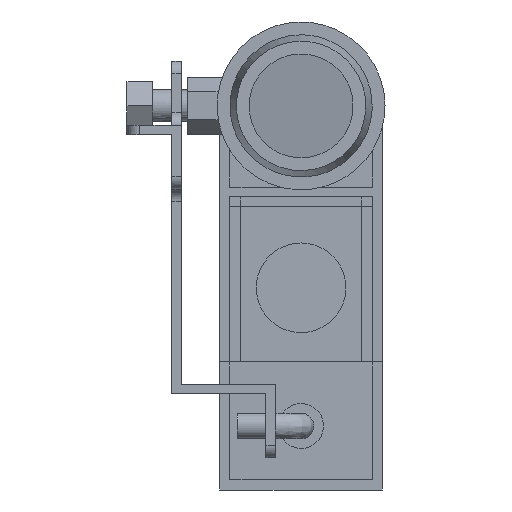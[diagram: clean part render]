
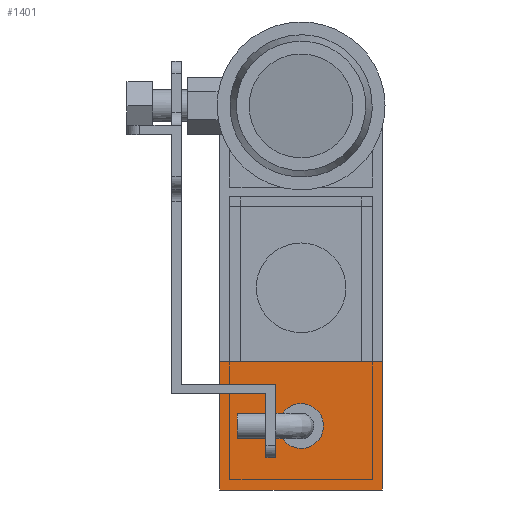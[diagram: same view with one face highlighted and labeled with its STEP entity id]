
A CAD part, left-side view. The second image highlights one B-rep face of the part: STEP entity #1401.
In plain terms, the highlighted free-form (B-spline) face has degree [1, 1] with [2, 2] control points.
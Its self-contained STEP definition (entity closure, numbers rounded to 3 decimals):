
#741 = VERTEX_POINT('',#742);
#742 = CARTESIAN_POINT('',(235.398,14.236,
    -67.257));
#747 = EDGE_CURVE('',#748,#741,#750,.T.);
#748 = VERTEX_POINT('',#749);
#749 = CARTESIAN_POINT('',(235.398,14.236,
    -44.838));
#750 = B_SPLINE_CURVE_WITH_KNOTS('',1,(#751,#752),.UNSPECIFIED.,.F.,.F.,
  (2,2),(-20.,0.),.PIECEWISE_BEZIER_KNOTS.);
#751 = CARTESIAN_POINT('',(235.398,14.236,
    -44.838));
#752 = CARTESIAN_POINT('',(235.398,14.236,
    -67.257));
#787 = VERTEX_POINT('',#788);
#788 = CARTESIAN_POINT('',(235.398,0.,
    -53.805));
#793 = EDGE_CURVE('',#787,#787,#794,.T.);
#794 = ( BOUNDED_CURVE() B_SPLINE_CURVE(2,(#795,#796,#797,#798,#799,#800
,#801),.UNSPECIFIED.,.T.,.F.) B_SPLINE_CURVE_WITH_KNOTS((3,2,2,3),(
    3.142,5.236,7.33,9.425),
.PIECEWISE_BEZIER_KNOTS.) CURVE() GEOMETRIC_REPRESENTATION_ITEM() 
RATIONAL_B_SPLINE_CURVE((1.,0.5,1.,0.5,1.,0.5,1.)) REPRESENTATION_ITEM(
  '') );
#795 = CARTESIAN_POINT('',(235.398,0.,
    -53.805));
#796 = CARTESIAN_POINT('',(235.398,-3.883,
    -53.805));
#797 = CARTESIAN_POINT('',(235.398,-1.942,
    -57.168));
#798 = CARTESIAN_POINT('',(235.398,0.,
    -60.531));
#799 = CARTESIAN_POINT('',(235.398,1.942,
    -57.168));
#800 = CARTESIAN_POINT('',(235.398,3.883,
    -53.805));
#801 = CARTESIAN_POINT('',(235.398,0.,
    -53.805));
#1021 = VERTEX_POINT('',#1022);
#1022 = CARTESIAN_POINT('',(235.398,-14.236,
    -44.838));
#1027 = EDGE_CURVE('',#1028,#1021,#1030,.T.);
#1028 = VERTEX_POINT('',#1029);
#1029 = CARTESIAN_POINT('',(235.398,-14.236,
    -67.257));
#1030 = B_SPLINE_CURVE_WITH_KNOTS('',1,(#1031,#1032),.UNSPECIFIED.,.F.,
  .F.,(2,2),(-60.,-40.),.PIECEWISE_BEZIER_KNOTS.);
#1031 = CARTESIAN_POINT('',(235.398,-14.236,
    -67.257));
#1032 = CARTESIAN_POINT('',(235.398,-14.236,
    -44.838));
#1330 = EDGE_CURVE('',#1021,#748,#1331,.T.);
#1331 = B_SPLINE_CURVE_WITH_KNOTS('',1,(#1332,#1333),.UNSPECIFIED.,.F.,
  .F.,(2,2),(-1.59,23.81),.PIECEWISE_BEZIER_KNOTS.);
#1332 = CARTESIAN_POINT('',(235.398,-14.236,
    -44.838));
#1333 = CARTESIAN_POINT('',(235.398,14.236,
    -44.838));
#1401 = ADVANCED_FACE('',(#1402,#1412),#1415,.T.);
#1402 = FACE_BOUND('',#1403,.T.);
#1403 = EDGE_LOOP('',(#1404,#1405,#1410,#1411));
#1404 = ORIENTED_EDGE('',*,*,#747,.T.);
#1405 = ORIENTED_EDGE('',*,*,#1406,.T.);
#1406 = EDGE_CURVE('',#741,#1028,#1407,.T.);
#1407 = B_SPLINE_CURVE_WITH_KNOTS('',1,(#1408,#1409),.UNSPECIFIED.,.F.,
  .F.,(2,2),(-25.4,0.),.PIECEWISE_BEZIER_KNOTS.);
#1408 = CARTESIAN_POINT('',(235.398,14.236,
    -67.257));
#1409 = CARTESIAN_POINT('',(235.398,-14.236,
    -67.257));
#1410 = ORIENTED_EDGE('',*,*,#1027,.T.);
#1411 = ORIENTED_EDGE('',*,*,#1330,.T.);
#1412 = FACE_BOUND('',#1413,.T.);
#1413 = EDGE_LOOP('',(#1414));
#1414 = ORIENTED_EDGE('',*,*,#793,.T.);
#1415 = B_SPLINE_SURFACE_WITH_KNOTS('',1,1,(
    (#1416,#1417)
    ,(#1418,#1419
    )),.UNSPECIFIED.,.F.,.F.,.F.,(2,2),(2,2),(-7.024,
    12.976),(-12.7,12.7),.PIECEWISE_BEZIER_KNOTS.);
#1416 = CARTESIAN_POINT('',(235.398,-14.236,
    -67.257));
#1417 = CARTESIAN_POINT('',(235.398,14.236,
    -67.257));
#1418 = CARTESIAN_POINT('',(235.398,-14.236,
    -44.838));
#1419 = CARTESIAN_POINT('',(235.398,14.236,
    -44.838));
